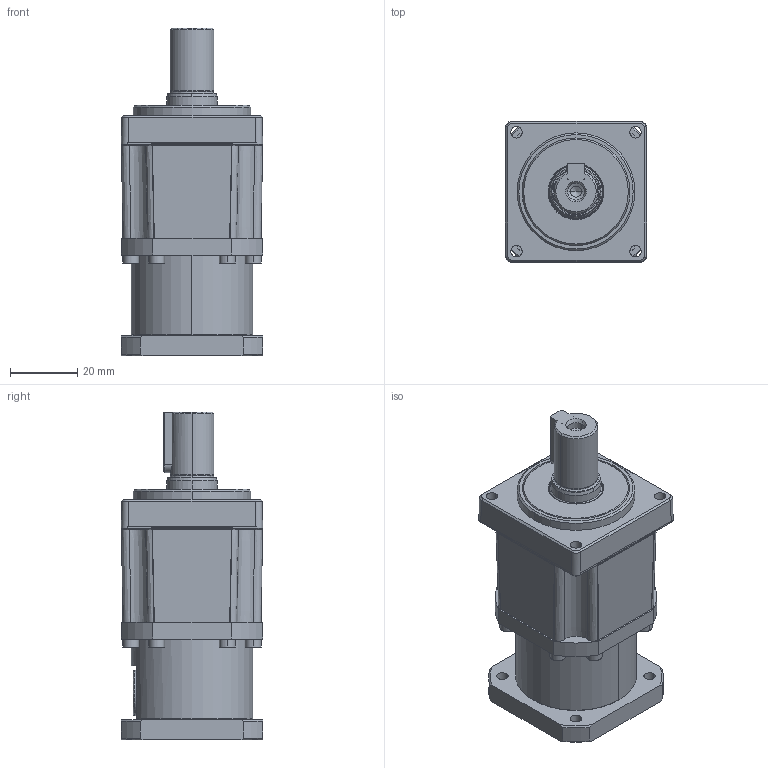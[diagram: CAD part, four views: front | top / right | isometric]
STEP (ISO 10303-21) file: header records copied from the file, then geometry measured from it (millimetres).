
FILE_DESCRIPTION (( 'STEP AP214' ), '1' );
FILE_NAME ('Outside_9810086200_HPN-11A-05-J6ADHZ-XF1-OM.STEP', '2021-07-20T07:09:09', ( 'Windows ユーザー' ), ( '' ), 'SwSTEP 2.0', 'SolidWorks 2018', '' );
FILE_SCHEMA (( 'AUTOMOTIVE_DESIGN' ));
Length unit declared in the file: millimetre
Products named in the file (1): Outside_9810086200_HPN-11A-05-J6ADHZ-XF1-OM
Bounding box: 42 x 42 x 97.5 mm (x, y, z)
Volume: 97955.3 mm3; surface area: 23969.4 mm2
Topology: 2 solids, 2 shells, 509 faces, 1319 edges, 857 vertices
Faces by surface type: plane 224, cylinder 140, bspline 93, cone 52
Entity records: 25290 total; most frequent: CARTESIAN_POINT 7945, ORIENTED_EDGE 2634, DIRECTION 2215, EDGE_CURVE 1317, VERTEX_POINT 857, AXIS2_PLACEMENT_3D 805, LINE 605, VECTOR 605
